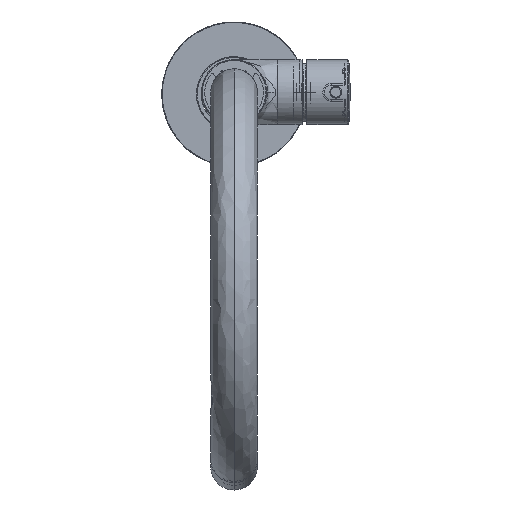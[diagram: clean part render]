
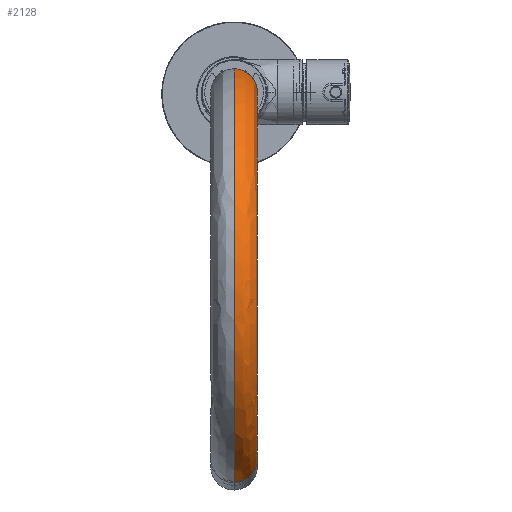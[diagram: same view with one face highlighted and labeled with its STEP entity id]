
A CAD part, top view. The second image highlights one B-rep face of the part: STEP entity #2128.
In plain terms, the highlighted free-form (B-spline) face has degree [2, 2] with [9, 9] control points.
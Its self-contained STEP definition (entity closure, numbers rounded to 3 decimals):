
#2128=ADVANCED_FACE('',(#5688),#65603,.T.);
#5688=FACE_OUTER_BOUND('',#9328,.T.);
#9328=EDGE_LOOP('',(#16514,#16515,#16516,#16517));
#16514=ORIENTED_EDGE('',*,*,#35857,.F.);
#16515=ORIENTED_EDGE('',*,*,#35859,.T.);
#16516=ORIENTED_EDGE('',*,*,#35858,.T.);
#16517=ORIENTED_EDGE('',*,*,#35860,.F.);
#35857=EDGE_CURVE('',#56340,#56341,#53382,.T.);
#35858=EDGE_CURVE('',#56342,#56343,#53383,.T.);
#35859=EDGE_CURVE('',#56340,#56342,#53384,.T.);
#35860=EDGE_CURVE('',#56341,#56343,#53385,.T.);
#53382=(
BOUNDED_CURVE()
B_SPLINE_CURVE(2,(#83557,#83558,#83559,#83560,#83561),.UNSPECIFIED.,.F.,
 .F.)
B_SPLINE_CURVE_WITH_KNOTS((3,2,3),(-50.265,-25.133,
0.),.UNSPECIFIED.)
CURVE()
GEOMETRIC_REPRESENTATION_ITEM()
RATIONAL_B_SPLINE_CURVE((1.,0.707,1.,0.707,1.))
REPRESENTATION_ITEM('')
);
#53383=(
BOUNDED_CURVE()
B_SPLINE_CURVE(2,(#83562,#83563,#83564,#83565,#83566),.UNSPECIFIED.,.F.,
 .F.)
B_SPLINE_CURVE_WITH_KNOTS((3,2,3),(-50.265,-25.133,
0.),.UNSPECIFIED.)
CURVE()
GEOMETRIC_REPRESENTATION_ITEM()
RATIONAL_B_SPLINE_CURVE((1.,0.707,1.,0.707,1.))
REPRESENTATION_ITEM('')
);
#53384=(
BOUNDED_CURVE()
B_SPLINE_CURVE(2,(#83567,#83568,#83569,#83570,#83571),.UNSPECIFIED.,.F.,
 .F.)
B_SPLINE_CURVE_WITH_KNOTS((3,2,3),(-326.307,-163.153,
0.),.UNSPECIFIED.)
CURVE()
GEOMETRIC_REPRESENTATION_ITEM()
RATIONAL_B_SPLINE_CURVE((1.,0.755,1.,0.755,1.))
REPRESENTATION_ITEM('')
);
#53385=(
BOUNDED_CURVE()
B_SPLINE_CURVE(2,(#83572,#83573,#83574,#83575,#83576),.UNSPECIFIED.,.F.,
 .F.)
B_SPLINE_CURVE_WITH_KNOTS((3,2,3),(408.407,594.459,780.511),
 .UNSPECIFIED.)
CURVE()
GEOMETRIC_REPRESENTATION_ITEM()
RATIONAL_B_SPLINE_CURVE((1.,0.755,1.,0.755,1.))
REPRESENTATION_ITEM('')
);
#56340=VERTEX_POINT('',#83446);
#56341=VERTEX_POINT('',#83447);
#56342=VERTEX_POINT('',#83448);
#56343=VERTEX_POINT('',#83449);
#65603=(
BOUNDED_SURFACE()
B_SPLINE_SURFACE(2,2,((#82757,#82758,#82759,#82760,#82761,#82762,#82763,
#82764,#82765),(#82766,#82767,#82768,#82769,#82770,#82771,#82772,#82773,
#82774),(#82775,#82776,#82777,#82778,#82779,#82780,#82781,#82782,#82783),
(#82784,#82785,#82786,#82787,#82788,#82789,#82790,#82791,#82792),(#82793,
#82794,#82795,#82796,#82797,#82798,#82799,#82800,#82801),(#82802,#82803,
#82804,#82805,#82806,#82807,#82808,#82809,#82810),(#82811,#82812,#82813,
#82814,#82815,#82816,#82817,#82818,#82819),(#82820,#82821,#82822,#82823,
#82824,#82825,#82826,#82827,#82828),(#82829,#82830,#82831,#82832,#82833,
#82834,#82835,#82836,#82837)),.UNSPECIFIED.,.T.,.F.,.F.)
B_SPLINE_SURFACE_WITH_KNOTS((3,2,2,2,3),(3,2,2,2,3),(0.,204.204,
408.407,612.611,816.814),(0.,25.133,
50.265,75.398,100.531),.UNSPECIFIED.)
GEOMETRIC_REPRESENTATION_ITEM()
RATIONAL_B_SPLINE_SURFACE(((1.,0.707,1.,0.707,1.,
0.707,1.,0.707,1.),(0.707,0.5,0.707,
0.5,0.707,0.5,0.707,0.5,0.707),(1.,
0.707,1.,0.707,1.,0.707,1.,0.707,
1.),(0.707,0.5,0.707,0.5,0.707,0.5,
0.707,0.5,0.707),(1.,0.707,1.,0.707,
1.,0.707,1.,0.707,1.),(0.707,0.5,0.707,
0.5,0.707,0.5,0.707,0.5,0.707),(1.,
0.707,1.,0.707,1.,0.707,1.,0.707,
1.),(0.707,0.5,0.707,0.5,0.707,0.5,
0.707,0.5,0.707),(1.,0.707,1.,0.707,
1.,0.707,1.,0.707,1.)))
REPRESENTATION_ITEM('')
SURFACE()
);
#82757=CARTESIAN_POINT('',(-10.344,54.257,0.));
#82758=CARTESIAN_POINT('',(-10.344,54.257,16.));
#82759=CARTESIAN_POINT('',(5.036,58.667,16.));
#82760=CARTESIAN_POINT('',(20.416,63.077,16.));
#82761=CARTESIAN_POINT('',(20.416,63.077,0.));
#82762=CARTESIAN_POINT('',(20.416,63.077,-16.));
#82763=CARTESIAN_POINT('',(5.036,58.667,-16.));
#82764=CARTESIAN_POINT('',(-10.344,54.257,-16.));
#82765=CARTESIAN_POINT('',(-10.344,54.257,0.));
#82766=CARTESIAN_POINT('',(29.899,-86.087,0.));
#82767=CARTESIAN_POINT('',(29.899,-86.087,16.));
#82768=CARTESIAN_POINT('',(40.869,-66.297,16.));
#82769=CARTESIAN_POINT('',(51.839,-46.506,16.));
#82770=CARTESIAN_POINT('',(51.839,-46.506,0.));
#82771=CARTESIAN_POINT('',(51.839,-46.506,-16.));
#82772=CARTESIAN_POINT('',(40.869,-66.297,-16.));
#82773=CARTESIAN_POINT('',(29.899,-86.087,-16.));
#82774=CARTESIAN_POINT('',(29.899,-86.087,0.));
#82775=CARTESIAN_POINT('',(170.243,-45.844,0.));
#82776=CARTESIAN_POINT('',(170.243,-45.844,16.));
#82777=CARTESIAN_POINT('',(165.833,-30.464,16.));
#82778=CARTESIAN_POINT('',(161.423,-15.084,16.));
#82779=CARTESIAN_POINT('',(161.423,-15.084,0.));
#82780=CARTESIAN_POINT('',(161.423,-15.084,-16.));
#82781=CARTESIAN_POINT('',(165.833,-30.464,-16.));
#82782=CARTESIAN_POINT('',(170.243,-45.844,-16.));
#82783=CARTESIAN_POINT('',(170.243,-45.844,0.));
#82784=CARTESIAN_POINT('',(310.587,-5.601,0.));
#82785=CARTESIAN_POINT('',(310.587,-5.601,16.));
#82786=CARTESIAN_POINT('',(290.797,5.369,16.));
#82787=CARTESIAN_POINT('',(271.006,16.339,16.));
#82788=CARTESIAN_POINT('',(271.006,16.339,0.));
#82789=CARTESIAN_POINT('',(271.006,16.339,-16.));
#82790=CARTESIAN_POINT('',(290.797,5.369,-16.));
#82791=CARTESIAN_POINT('',(310.587,-5.601,-16.));
#82792=CARTESIAN_POINT('',(310.587,-5.601,0.));
#82793=CARTESIAN_POINT('',(270.344,134.743,0.));
#82794=CARTESIAN_POINT('',(270.344,134.743,16.));
#82795=CARTESIAN_POINT('',(254.964,130.333,16.));
#82796=CARTESIAN_POINT('',(239.584,125.923,16.));
#82797=CARTESIAN_POINT('',(239.584,125.923,0.));
#82798=CARTESIAN_POINT('',(239.584,125.923,-16.));
#82799=CARTESIAN_POINT('',(254.964,130.333,-16.));
#82800=CARTESIAN_POINT('',(270.344,134.743,-16.));
#82801=CARTESIAN_POINT('',(270.344,134.743,0.));
#82802=CARTESIAN_POINT('',(230.101,275.087,0.));
#82803=CARTESIAN_POINT('',(230.101,275.087,16.));
#82804=CARTESIAN_POINT('',(219.131,255.297,16.));
#82805=CARTESIAN_POINT('',(208.161,235.506,16.));
#82806=CARTESIAN_POINT('',(208.161,235.506,0.));
#82807=CARTESIAN_POINT('',(208.161,235.506,-16.));
#82808=CARTESIAN_POINT('',(219.131,255.297,-16.));
#82809=CARTESIAN_POINT('',(230.101,275.087,-16.));
#82810=CARTESIAN_POINT('',(230.101,275.087,0.));
#82811=CARTESIAN_POINT('',(89.757,234.844,0.));
#82812=CARTESIAN_POINT('',(89.757,234.844,16.));
#82813=CARTESIAN_POINT('',(94.167,219.464,16.));
#82814=CARTESIAN_POINT('',(98.577,204.084,16.));
#82815=CARTESIAN_POINT('',(98.577,204.084,0.));
#82816=CARTESIAN_POINT('',(98.577,204.084,-16.));
#82817=CARTESIAN_POINT('',(94.167,219.464,-16.));
#82818=CARTESIAN_POINT('',(89.757,234.844,-16.));
#82819=CARTESIAN_POINT('',(89.757,234.844,0.));
#82820=CARTESIAN_POINT('',(-50.587,194.601,0.));
#82821=CARTESIAN_POINT('',(-50.587,194.601,16.));
#82822=CARTESIAN_POINT('',(-30.797,183.631,16.));
#82823=CARTESIAN_POINT('',(-11.006,172.661,16.));
#82824=CARTESIAN_POINT('',(-11.006,172.661,0.));
#82825=CARTESIAN_POINT('',(-11.006,172.661,-16.));
#82826=CARTESIAN_POINT('',(-30.797,183.631,-16.));
#82827=CARTESIAN_POINT('',(-50.587,194.601,-16.));
#82828=CARTESIAN_POINT('',(-50.587,194.601,0.));
#82829=CARTESIAN_POINT('',(-10.344,54.257,0.));
#82830=CARTESIAN_POINT('',(-10.344,54.257,16.));
#82831=CARTESIAN_POINT('',(5.036,58.667,16.));
#82832=CARTESIAN_POINT('',(20.416,63.077,16.));
#82833=CARTESIAN_POINT('',(20.416,63.077,0.));
#82834=CARTESIAN_POINT('',(20.416,63.077,-16.));
#82835=CARTESIAN_POINT('',(5.036,58.667,-16.));
#82836=CARTESIAN_POINT('',(-10.344,54.257,-16.));
#82837=CARTESIAN_POINT('',(-10.344,54.257,0.));
#83446=CARTESIAN_POINT('',(239.584,125.923,0.));
#83447=CARTESIAN_POINT('',(270.344,134.743,0.));
#83448=CARTESIAN_POINT('',(16.,94.5,0.));
#83449=CARTESIAN_POINT('',(-16.,94.5,0.));
#83557=CARTESIAN_POINT('',(239.584,125.923,0.));
#83558=CARTESIAN_POINT('',(239.584,125.923,-16.));
#83559=CARTESIAN_POINT('',(254.964,130.333,-16.));
#83560=CARTESIAN_POINT('',(270.344,134.743,-16.));
#83561=CARTESIAN_POINT('',(270.344,134.743,0.));
#83562=CARTESIAN_POINT('',(16.,94.5,0.));
#83563=CARTESIAN_POINT('',(16.,94.5,-16.));
#83564=CARTESIAN_POINT('',(0.,94.5,-16.));
#83565=CARTESIAN_POINT('',(-16.,94.5,-16.));
#83566=CARTESIAN_POINT('',(-16.,94.5,0.));
#83567=CARTESIAN_POINT('',(239.584,125.923,0.));
#83568=CARTESIAN_POINT('',(212.269,221.182,0.));
#83569=CARTESIAN_POINT('',(114.134,207.391,0.));
#83570=CARTESIAN_POINT('',(16.,193.599,0.));
#83571=CARTESIAN_POINT('',(16.,94.5,0.));
#83572=CARTESIAN_POINT('',(270.344,134.743,0.));
#83573=CARTESIAN_POINT('',(235.361,256.742,0.));
#83574=CARTESIAN_POINT('',(109.681,239.079,0.));
#83575=CARTESIAN_POINT('',(-16.,221.416,0.));
#83576=CARTESIAN_POINT('',(-16.,94.5,0.));
